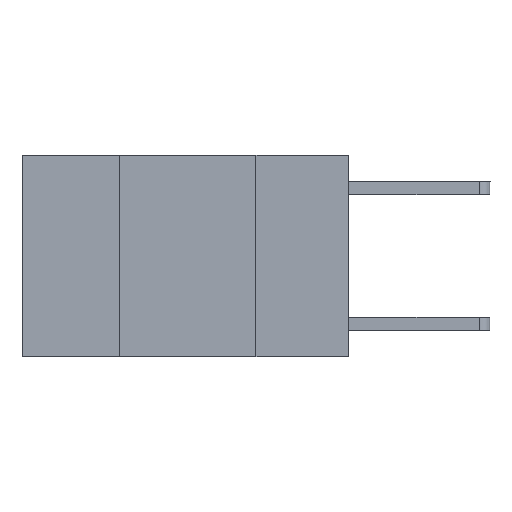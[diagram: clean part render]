
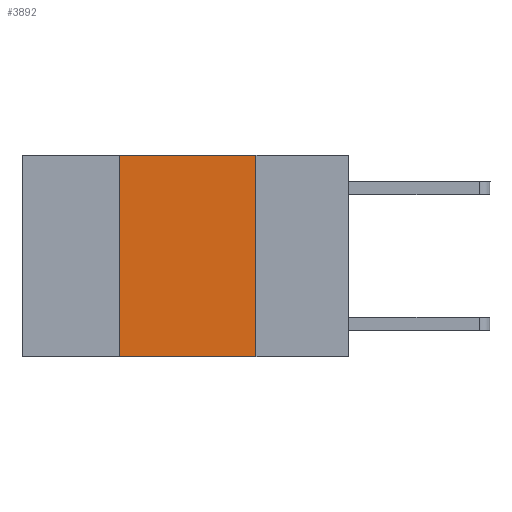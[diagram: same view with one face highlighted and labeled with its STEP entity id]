
A CAD part, left-side view. The second image highlights one B-rep face of the part: STEP entity #3892.
In plain terms, the highlighted planar face has unit normal (-1, 0, 0).
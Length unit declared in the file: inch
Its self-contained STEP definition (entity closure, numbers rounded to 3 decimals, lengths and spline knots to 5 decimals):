
#105 = CARTESIAN_POINT ( 'NONE',  ( 0., 0.42, 0. ) ) ;
#132 = CARTESIAN_POINT ( 'NONE',  ( 0., 0.6, -0.37 ) ) ;
#209 = CARTESIAN_POINT ( 'NONE',  ( 0., 0.17, -0.37 ) ) ;
#352 = LINE ( 'NONE', #8133, #6766 ) ;
#441 = VERTEX_POINT ( 'NONE', #3406 ) ;
#643 = ORIENTED_EDGE ( 'NONE', *, *, #4957, .F. ) ;
#1170 = EDGE_CURVE ( 'NONE', #8079, #2209, #2191, .T. ) ;
#1365 = DIRECTION ( 'NONE',  ( 0., -1., 0. ) ) ;
#1725 = DIRECTION ( 'NONE',  ( 1., 0., 0. ) ) ;
#1797 = ORIENTED_EDGE ( 'NONE', *, *, #6407, .F. ) ;
#1867 = PLANE ( 'NONE',  #3968 ) ;
#2191 = LINE ( 'NONE', #105, #3096 ) ;
#2209 = VERTEX_POINT ( 'NONE', #6082 ) ;
#2303 = DIRECTION ( 'NONE',  ( 0., -1., 0. ) ) ;
#2503 = EDGE_CURVE ( 'NONE', #8079, #6984, #7773, .T. ) ;
#3096 = VECTOR ( 'NONE', #7923, 39.37008 ) ;
#3406 = CARTESIAN_POINT ( 'NONE',  ( 0., 0.17, 0. ) ) ;
#3892 = ADVANCED_FACE ( 'NONE', ( #5069 ), #1867, .F. ) ;
#3968 = AXIS2_PLACEMENT_3D ( 'NONE', #4351, #1725, #7061 ) ;
#4351 = CARTESIAN_POINT ( 'NONE',  ( 0., 0.6, 0. ) ) ;
#4493 = EDGE_LOOP ( 'NONE', ( #1797, #643, #8258, #6054 ) ) ;
#4842 = DIRECTION ( 'NONE',  ( 0., 0., -1. ) ) ;
#4957 = EDGE_CURVE ( 'NONE', #2209, #441, #352, .T. ) ;
#5069 = FACE_OUTER_BOUND ( 'NONE', #4493, .T. ) ;
#6054 = ORIENTED_EDGE ( 'NONE', *, *, #2503, .T. ) ;
#6082 = CARTESIAN_POINT ( 'NONE',  ( 0., 0.42, 0. ) ) ;
#6095 = VECTOR ( 'NONE', #1365, 39.37008 ) ;
#6143 = LINE ( 'NONE', #7415, #6833 ) ;
#6407 = EDGE_CURVE ( 'NONE', #441, #6984, #6143, .T. ) ;
#6766 = VECTOR ( 'NONE', #2303, 39.37008 ) ;
#6833 = VECTOR ( 'NONE', #4842, 39.37008 ) ;
#6984 = VERTEX_POINT ( 'NONE', #209 ) ;
#7061 = DIRECTION ( 'NONE',  ( 0., 0., -1. ) ) ;
#7415 = CARTESIAN_POINT ( 'NONE',  ( 0., 0.17, 0. ) ) ;
#7773 = LINE ( 'NONE', #132, #6095 ) ;
#7923 = DIRECTION ( 'NONE',  ( 0., 0., 1. ) ) ;
#8039 = CARTESIAN_POINT ( 'NONE',  ( 0., 0.42, -0.37 ) ) ;
#8079 = VERTEX_POINT ( 'NONE', #8039 ) ;
#8133 = CARTESIAN_POINT ( 'NONE',  ( 0., 0.6, 0. ) ) ;
#8258 = ORIENTED_EDGE ( 'NONE', *, *, #1170, .F. ) ;
